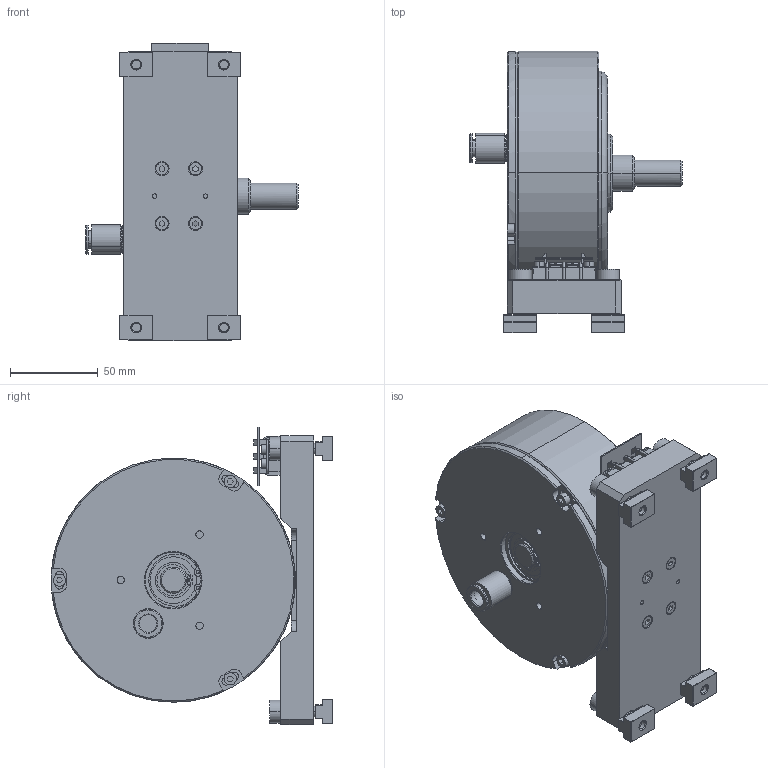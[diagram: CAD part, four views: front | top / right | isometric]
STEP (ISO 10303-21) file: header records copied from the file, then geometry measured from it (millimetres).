
FILE_DESCRIPTION (( 'STEP AP214' ), '1' );
FILE_NAME ('AHB-3_C_EF.STEP', '2014-03-13T17:50:01', ( 'magtrol' ), ( '' ), 'SwSTEP 2.0', 'SolidWorks 2014', '' );
FILE_SCHEMA (( 'AUTOMOTIVE_DESIGN' ));
Length unit declared in the file: inch
Products named in the file (1): AHB-3_C_EF
Bounding box: 121.12 x 160.65 x 169.74 mm (x, y, z)
Surface area: 126000.7 mm2 (no closed solid volume)
Topology: 0 solids, 51 shells, 649 faces, 2459 edges, 1829 vertices
Faces by surface type: plane 341, cylinder 221, cone 61, torus 13, bspline 13
Entity records: 35843 total; most frequent: CARTESIAN_POINT 6886, DIRECTION 4283, ORIENTED_EDGE 3647, EDGE_CURVE 2459, VERTEX_POINT 1829, AXIS2_PLACEMENT_3D 1447, LINE 1389, VECTOR 1389
